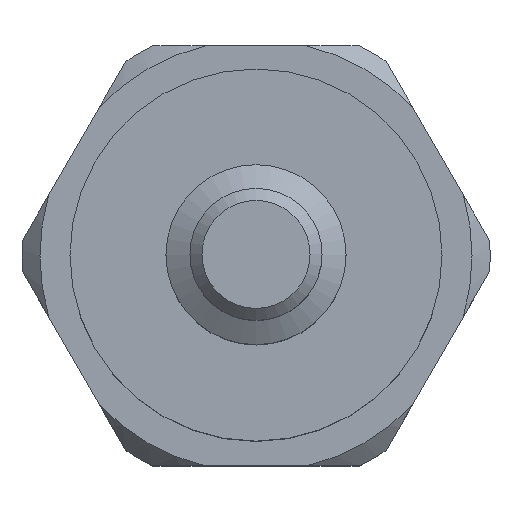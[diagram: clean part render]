
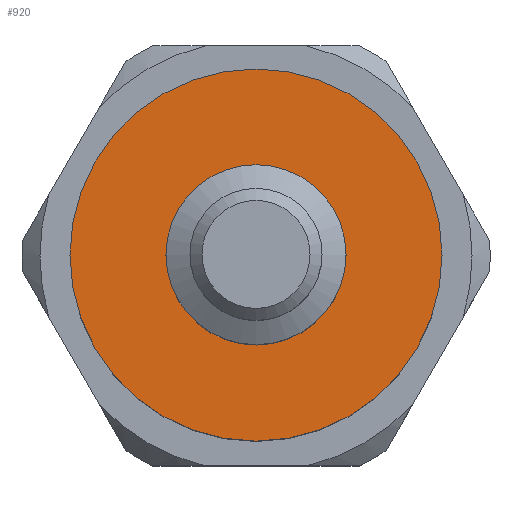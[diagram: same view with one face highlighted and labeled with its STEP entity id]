
A CAD part, top view. The second image highlights one B-rep face of the part: STEP entity #920.
In plain terms, the highlighted planar face has unit normal (0, 0, 1).
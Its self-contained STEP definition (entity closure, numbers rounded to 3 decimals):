
#73=FACE_BOUND($,#220,.T.);
#74=FACE_BOUND($,#221,.T.);
#93=PLANE($,#1024);
#220=EDGE_LOOP($,(#797));
#221=EDGE_LOOP($,(#798));
#343=CIRCLE($,#1013,7.5);
#348=CIRCLE($,#1023,15.5);
#429=VERTEX_POINT($,#5544);
#434=VERTEX_POINT($,#5559);
#551=EDGE_CURVE($,#429,#429,#343,.T.);
#556=EDGE_CURVE($,#434,#434,#348,.T.);
#797=ORIENTED_EDGE($,*,*,#551,.T.);
#798=ORIENTED_EDGE($,*,*,#556,.F.);
#920=ADVANCED_FACE($,(#73,#74),#93,.F.);
#1013=AXIS2_PLACEMENT_3D($,#5545,#1231,#1232);
#1023=AXIS2_PLACEMENT_3D($,#5560,#1251,#1252);
#1024=AXIS2_PLACEMENT_3D($,#5561,#1253,#1254);
#1231=DIRECTION('center_axis',(0.,0.,-1.));
#1232=DIRECTION('ref_axis',(-1.,0.,0.));
#1251=DIRECTION('center_axis',(0.,0.,-1.));
#1252=DIRECTION('ref_axis',(-1.,0.,0.));
#1253=DIRECTION('center_axis',(0.,0.,-1.));
#1254=DIRECTION('ref_axis',(-1.,0.,0.));
#5544=CARTESIAN_POINT('',(7.5,0.,0.));
#5545=CARTESIAN_POINT('Origin',(0.,0.,0.));
#5559=CARTESIAN_POINT('',(15.5,0.,0.));
#5560=CARTESIAN_POINT('Origin',(0.,0.,0.));
#5561=CARTESIAN_POINT('Origin',(0.,0.,0.));
